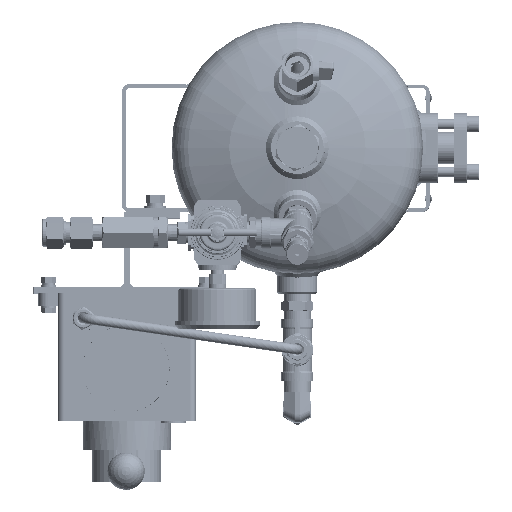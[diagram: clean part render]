
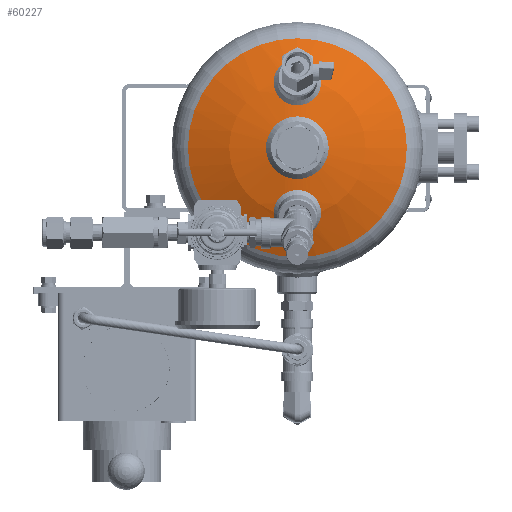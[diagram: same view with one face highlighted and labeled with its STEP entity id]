
A CAD part, top view. The second image highlights one B-rep face of the part: STEP entity #60227.
In plain terms, the highlighted spherical face has radius 202.3 mm.
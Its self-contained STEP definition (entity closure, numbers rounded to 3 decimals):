
#631=SPHERICAL_SURFACE('',#73058,202.3);
#12078=CIRCLE('',#73053,15.);
#12082=CIRCLE('',#73059,15.);
#12083=CIRCLE('',#73060,87.326);
#12084=CIRCLE('',#73061,20.);
#14608=ORIENTED_EDGE('',*,*,#32346,.T.);
#14609=ORIENTED_EDGE('',*,*,#32350,.T.);
#14610=ORIENTED_EDGE('',*,*,#32351,.F.);
#14611=ORIENTED_EDGE('',*,*,#32352,.F.);
#32346=EDGE_CURVE('',#41280,#41280,#12078,.T.);
#32350=EDGE_CURVE('',#41284,#41284,#12082,.T.);
#32351=EDGE_CURVE('',#41285,#41285,#12083,.T.);
#32352=EDGE_CURVE('',#41286,#41286,#12084,.F.);
#41280=VERTEX_POINT('',#96138);
#41284=VERTEX_POINT('',#96148);
#41285=VERTEX_POINT('',#96150);
#41286=VERTEX_POINT('',#96152);
#49970=EDGE_LOOP('',(#14608));
#49971=EDGE_LOOP('',(#14609));
#49972=EDGE_LOOP('',(#14610));
#49973=EDGE_LOOP('',(#14611));
#54687=FACE_BOUND('',#49970,.T.);
#54688=FACE_BOUND('',#49971,.T.);
#54689=FACE_BOUND('',#49972,.T.);
#54690=FACE_BOUND('',#49973,.T.);
#60227=ADVANCED_FACE('',(#54687,#54688,#54689,#54690),#631,.T.);
#73053=AXIS2_PLACEMENT_3D('',#96137,#79583,#79584);
#73058=AXIS2_PLACEMENT_3D('',#96146,#79593,#79594);
#73059=AXIS2_PLACEMENT_3D('',#96147,#79595,#79596);
#73060=AXIS2_PLACEMENT_3D('',#96149,#79597,#79598);
#73061=AXIS2_PLACEMENT_3D('',#96151,#79599,#79600);
#79583=DIRECTION('',(0.259,0.,-0.966));
#79584=DIRECTION('',(0.966,0.,0.259));
#79593=DIRECTION('',(0.,0.,-1.));
#79594=DIRECTION('',(1.,0.,0.));
#79595=DIRECTION('',(-0.259,0.,-0.966));
#79596=DIRECTION('',(-0.966,0.,0.259));
#79597=DIRECTION('',(0.,0.,-1.));
#79598=DIRECTION('',(-1.,0.,0.));
#79599=DIRECTION('',(0.,0.,-1.));
#79600=DIRECTION('',(-1.,0.,0.));
#96137=CARTESIAN_POINT('',(-52.215,0.,46.028));
#96138=CARTESIAN_POINT('',(-37.726,0.,49.911));
#96146=CARTESIAN_POINT('',(0.,0.,-148.841));
#96147=CARTESIAN_POINT('',(52.215,0.,46.028));
#96148=CARTESIAN_POINT('',(37.726,0.,49.911));
#96149=CARTESIAN_POINT('',(0.,0.,33.641));
#96150=CARTESIAN_POINT('',(-87.326,0.,33.641));
#96151=CARTESIAN_POINT('',(0.,0.,52.468));
#96152=CARTESIAN_POINT('',(-20.,0.,52.468));
